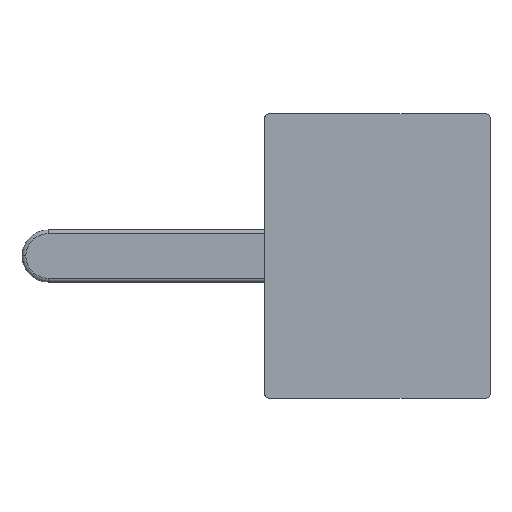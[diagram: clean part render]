
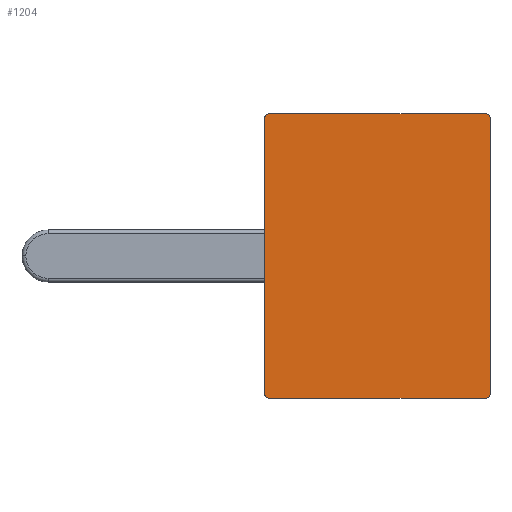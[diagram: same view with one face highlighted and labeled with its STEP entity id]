
A CAD part, front view. The second image highlights one B-rep face of the part: STEP entity #1204.
In plain terms, the highlighted planar face has unit normal (0, -1, 0).
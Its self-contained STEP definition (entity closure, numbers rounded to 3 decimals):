
#17 = AXIS2_PLACEMENT_3D ( 'NONE', #952, #947, #842 ) ;
#58 = DIRECTION ( 'NONE',  ( -1., 0., 0. ) ) ;
#66 = ORIENTED_EDGE ( 'NONE', *, *, #1178, .F. ) ;
#74 = VERTEX_POINT ( 'NONE', #692 ) ;
#81 = FACE_OUTER_BOUND ( 'NONE', #106, .T. ) ;
#85 = ORIENTED_EDGE ( 'NONE', *, *, #320, .F. ) ;
#106 = EDGE_LOOP ( 'NONE', ( #85, #517, #1114, #1499, #66, #305, #535, #287 ) ) ;
#115 = DIRECTION ( 'NONE',  ( 0., 0., -1. ) ) ;
#143 = VERTEX_POINT ( 'NONE', #1366 ) ;
#155 = CIRCLE ( 'NONE', #1405, 0.8 ) ;
#211 = CARTESIAN_POINT ( 'NONE',  ( -23.75, 0., 30. ) ) ;
#261 = CARTESIAN_POINT ( 'NONE',  ( -23.75, 0., 29.2 ) ) ;
#282 = CIRCLE ( 'NONE', #829, 0.8 ) ;
#287 = ORIENTED_EDGE ( 'NONE', *, *, #1375, .T. ) ;
#293 = DIRECTION ( 'NONE',  ( 0., 0., 1. ) ) ;
#304 = DIRECTION ( 'NONE',  ( 0., 0., -1. ) ) ;
#305 = ORIENTED_EDGE ( 'NONE', *, *, #918, .T. ) ;
#318 = DIRECTION ( 'NONE',  ( 0., -1., 0. ) ) ;
#320 = EDGE_CURVE ( 'NONE', #1146, #1422, #569, .T. ) ;
#366 = CARTESIAN_POINT ( 'NONE',  ( -22.95, 0., 29.2 ) ) ;
#375 = CIRCLE ( 'NONE', #17, 0.8 ) ;
#376 = DIRECTION ( 'NONE',  ( 0., -1., 0. ) ) ;
#390 = EDGE_CURVE ( 'NONE', #1467, #1207, #375, .T. ) ;
#401 = VECTOR ( 'NONE', #1396, 1000. ) ;
#439 = DIRECTION ( 'NONE',  ( 1., 0., 0. ) ) ;
#449 = PLANE ( 'NONE',  #1372 ) ;
#517 = ORIENTED_EDGE ( 'NONE', *, *, #1148, .T. ) ;
#518 = VERTEX_POINT ( 'NONE', #1400 ) ;
#530 = VECTOR ( 'NONE', #293, 1000. ) ;
#535 = ORIENTED_EDGE ( 'NONE', *, *, #685, .F. ) ;
#557 = CARTESIAN_POINT ( 'NONE',  ( 23.75, 0., -29.2 ) ) ;
#567 = CARTESIAN_POINT ( 'NONE',  ( -23.75, 0., 30. ) ) ;
#569 = LINE ( 'NONE', #211, #530 ) ;
#652 = AXIS2_PLACEMENT_3D ( 'NONE', #366, #376, #115 ) ;
#685 = EDGE_CURVE ( 'NONE', #74, #1460, #1283, .T. ) ;
#692 = CARTESIAN_POINT ( 'NONE',  ( -22.95, 0., 30. ) ) ;
#730 = CARTESIAN_POINT ( 'NONE',  ( 22.95, 0., -30. ) ) ;
#782 = CARTESIAN_POINT ( 'NONE',  ( 0., 0., 0. ) ) ;
#829 = AXIS2_PLACEMENT_3D ( 'NONE', #1047, #1032, #1020 ) ;
#842 = DIRECTION ( 'NONE',  ( 0., 0., -1. ) ) ;
#856 = LINE ( 'NONE', #1150, #401 ) ;
#877 = VECTOR ( 'NONE', #58, 1000. ) ;
#918 = EDGE_CURVE ( 'NONE', #518, #1460, #155, .T. ) ;
#947 = DIRECTION ( 'NONE',  ( 0., -1., 0. ) ) ;
#952 = CARTESIAN_POINT ( 'NONE',  ( 22.95, 0., -29.2 ) ) ;
#953 = CIRCLE ( 'NONE', #652, 0.8 ) ;
#994 = LINE ( 'NONE', #1277, #877 ) ;
#1020 = DIRECTION ( 'NONE',  ( 0., 0., -1. ) ) ;
#1032 = DIRECTION ( 'NONE',  ( 0., -1., 0. ) ) ;
#1044 = CARTESIAN_POINT ( 'NONE',  ( -23.75, 0., -29.2 ) ) ;
#1047 = CARTESIAN_POINT ( 'NONE',  ( -22.95, 0., -29.2 ) ) ;
#1114 = ORIENTED_EDGE ( 'NONE', *, *, #1170, .F. ) ;
#1146 = VERTEX_POINT ( 'NONE', #1044 ) ;
#1148 = EDGE_CURVE ( 'NONE', #1146, #143, #282, .T. ) ;
#1150 = CARTESIAN_POINT ( 'NONE',  ( 23.75, 0., 30. ) ) ;
#1170 = EDGE_CURVE ( 'NONE', #1467, #143, #994, .T. ) ;
#1178 = EDGE_CURVE ( 'NONE', #518, #1207, #856, .T. ) ;
#1204 = ADVANCED_FACE ( 'NONE', ( #81 ), #449, .T. ) ;
#1207 = VERTEX_POINT ( 'NONE', #557 ) ;
#1226 = DIRECTION ( 'NONE',  ( 0., -1., 0. ) ) ;
#1237 = VECTOR ( 'NONE', #439, 1000. ) ;
#1277 = CARTESIAN_POINT ( 'NONE',  ( -23.75, 0., -30. ) ) ;
#1283 = LINE ( 'NONE', #567, #1237 ) ;
#1316 = CARTESIAN_POINT ( 'NONE',  ( 22.95, 0., 30. ) ) ;
#1328 = DIRECTION ( 'NONE',  ( 0., 0., -1. ) ) ;
#1366 = CARTESIAN_POINT ( 'NONE',  ( -22.95, 0., -30. ) ) ;
#1372 = AXIS2_PLACEMENT_3D ( 'NONE', #782, #318, #304 ) ;
#1375 = EDGE_CURVE ( 'NONE', #74, #1422, #953, .T. ) ;
#1396 = DIRECTION ( 'NONE',  ( 0., 0., -1. ) ) ;
#1400 = CARTESIAN_POINT ( 'NONE',  ( 23.75, 0., 29.2 ) ) ;
#1405 = AXIS2_PLACEMENT_3D ( 'NONE', #1464, #1226, #1328 ) ;
#1422 = VERTEX_POINT ( 'NONE', #261 ) ;
#1460 = VERTEX_POINT ( 'NONE', #1316 ) ;
#1464 = CARTESIAN_POINT ( 'NONE',  ( 22.95, 0., 29.2 ) ) ;
#1467 = VERTEX_POINT ( 'NONE', #730 ) ;
#1499 = ORIENTED_EDGE ( 'NONE', *, *, #390, .T. ) ;
